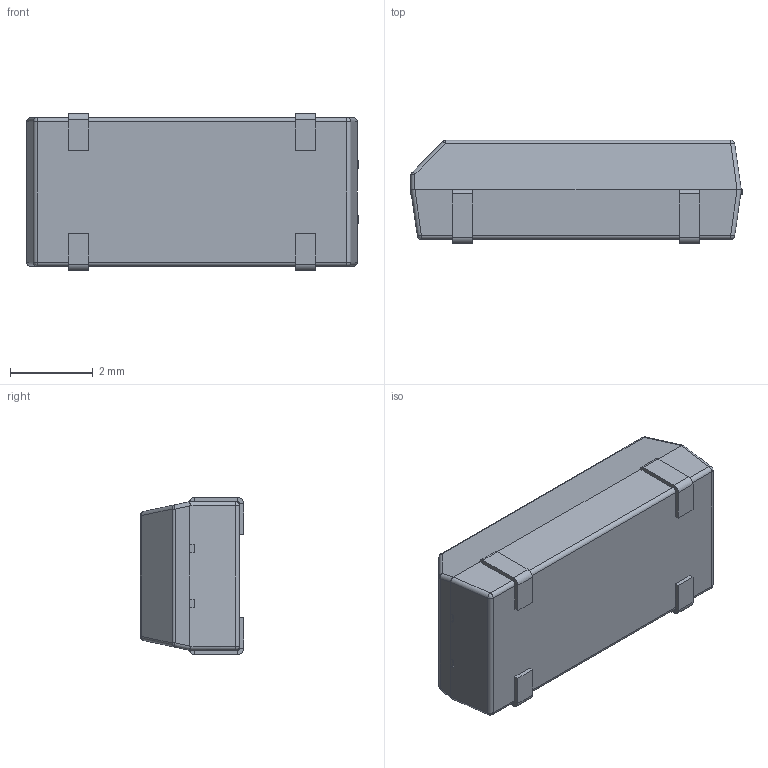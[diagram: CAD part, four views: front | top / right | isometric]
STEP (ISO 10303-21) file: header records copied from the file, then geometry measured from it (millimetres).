
FILE_DESCRIPTION (( 'STEP AP214' ), '1' );
FILE_NAME ('ECX-306X.STEP', '2017-12-07T13:02:38', ( '' ), ( '' ), 'SwSTEP 2.0', 'SolidWorks 2017', '' );
FILE_SCHEMA (( 'AUTOMOTIVE_DESIGN' ));
Length unit declared in the file: millimetre
Products named in the file (1): ECX-306X
Bounding box: 8.04 x 2.5 x 3.8 mm (x, y, z)
Volume: 64.9 mm3; surface area: 114.9 mm2
Topology: 9 solids, 9 shells, 154 faces, 316 edges, 174 vertices
Faces by surface type: plane 109, cylinder 31, sphere 10, cone 4
Entity records: 4462 total; most frequent: CARTESIAN_POINT 715, DIRECTION 670, ORIENTED_EDGE 616, EDGE_CURVE 308, VECTOR 236, LINE 236, AXIS2_PLACEMENT_3D 217, VERTEX_POINT 174
